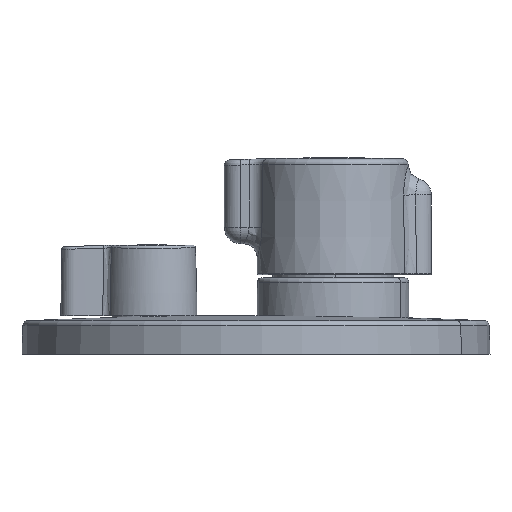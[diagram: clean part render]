
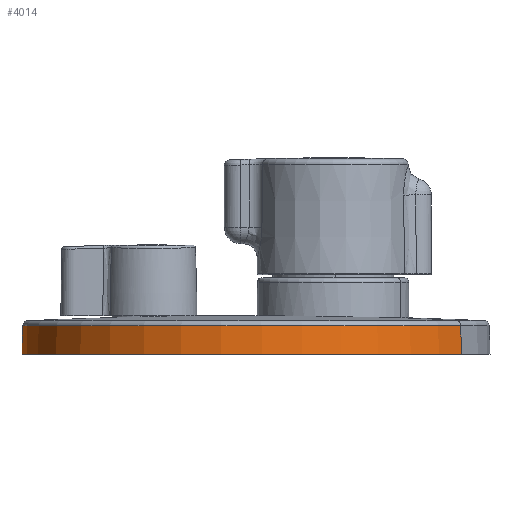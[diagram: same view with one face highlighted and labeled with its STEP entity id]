
A CAD part, left-side view. The second image highlights one B-rep face of the part: STEP entity #4014.
In plain terms, the highlighted conical face has half-angle 1.5 degrees and reference radius 84.697 mm.
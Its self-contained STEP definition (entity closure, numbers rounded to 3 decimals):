
#303 = DIRECTION ( 'NONE',  ( 0.013, 0.023, -1. ) ) ;
#311 = CIRCLE ( 'NONE', #3420, 84.745 ) ;
#313 = VECTOR ( 'NONE', #3268, 1000. ) ;
#316 = LINE ( 'NONE', #364, #313 ) ;
#347 = CARTESIAN_POINT ( 'NONE',  ( 109.75, 250.67, 290.637 ) ) ;
#364 = CARTESIAN_POINT ( 'NONE',  ( 28.539, 102.013, 290.637 ) ) ;
#370 = CONICAL_SURFACE ( 'NONE', #3165, 84.696, 0.026 ) ;
#488 = CARTESIAN_POINT ( 'NONE',  ( 28.387, 101.735, 278.533 ) ) ;
#527 = ORIENTED_EDGE ( 'NONE', *, *, #1851, .T. ) ;
#639 = VERTEX_POINT ( 'NONE', #3319 ) ;
#787 = EDGE_LOOP ( 'NONE', ( #3363, #527, #1458, #3837 ) ) ;
#971 = VERTEX_POINT ( 'NONE', #488 ) ;
#1039 = DIRECTION ( 'NONE',  ( 1., 0., 0. ) ) ;
#1098 = VECTOR ( 'NONE', #303, 1000. ) ;
#1458 = ORIENTED_EDGE ( 'NONE', *, *, #3534, .T. ) ;
#1730 = EDGE_CURVE ( 'NONE', #2102, #971, #316, .T. ) ;
#1809 = FACE_OUTER_BOUND ( 'NONE', #787, .T. ) ;
#1851 = EDGE_CURVE ( 'NONE', #2102, #2112, #311, .T. ) ;
#1883 = LINE ( 'NONE', #347, #1098 ) ;
#2102 = VERTEX_POINT ( 'NONE', #3003 ) ;
#2112 = VERTEX_POINT ( 'NONE', #3604 ) ;
#2343 = CIRCLE ( 'NONE', #3140, 85.013 ) ;
#2523 = DIRECTION ( 'NONE',  ( 0., 0., -1. ) ) ;
#3003 = CARTESIAN_POINT ( 'NONE',  ( 28.515, 101.97, 288.773 ) ) ;
#3113 = DIRECTION ( 'NONE',  ( 1., 0., 0. ) ) ;
#3124 = DIRECTION ( 'NONE',  ( 0., 0., -1. ) ) ;
#3127 = CARTESIAN_POINT ( 'NONE',  ( 69.144, 176.341, 288.773 ) ) ;
#3140 = AXIS2_PLACEMENT_3D ( 'NONE', #3357, #2523, #1039 ) ;
#3165 = AXIS2_PLACEMENT_3D ( 'NONE', #3931, #3938, #4041 ) ;
#3268 = DIRECTION ( 'NONE',  ( -0.013, -0.023, -1. ) ) ;
#3319 = CARTESIAN_POINT ( 'NONE',  ( 109.902, 250.948, 278.533 ) ) ;
#3357 = CARTESIAN_POINT ( 'NONE',  ( 69.144, 176.341, 278.533 ) ) ;
#3363 = ORIENTED_EDGE ( 'NONE', *, *, #1730, .F. ) ;
#3420 = AXIS2_PLACEMENT_3D ( 'NONE', #3127, #3124, #3113 ) ;
#3534 = EDGE_CURVE ( 'NONE', #2112, #639, #1883, .T. ) ;
#3604 = CARTESIAN_POINT ( 'NONE',  ( 109.774, 250.712, 288.773 ) ) ;
#3713 = EDGE_CURVE ( 'NONE', #971, #639, #2343, .T. ) ;
#3837 = ORIENTED_EDGE ( 'NONE', *, *, #3713, .F. ) ;
#3931 = CARTESIAN_POINT ( 'NONE',  ( 69.144, 176.341, 290.637 ) ) ;
#3938 = DIRECTION ( 'NONE',  ( 0., 0., -1. ) ) ;
#4014 = ADVANCED_FACE ( 'NONE', ( #1809 ), #370, .T. ) ;
#4041 = DIRECTION ( 'NONE',  ( 0.479, 0.878, 0. ) ) ;
